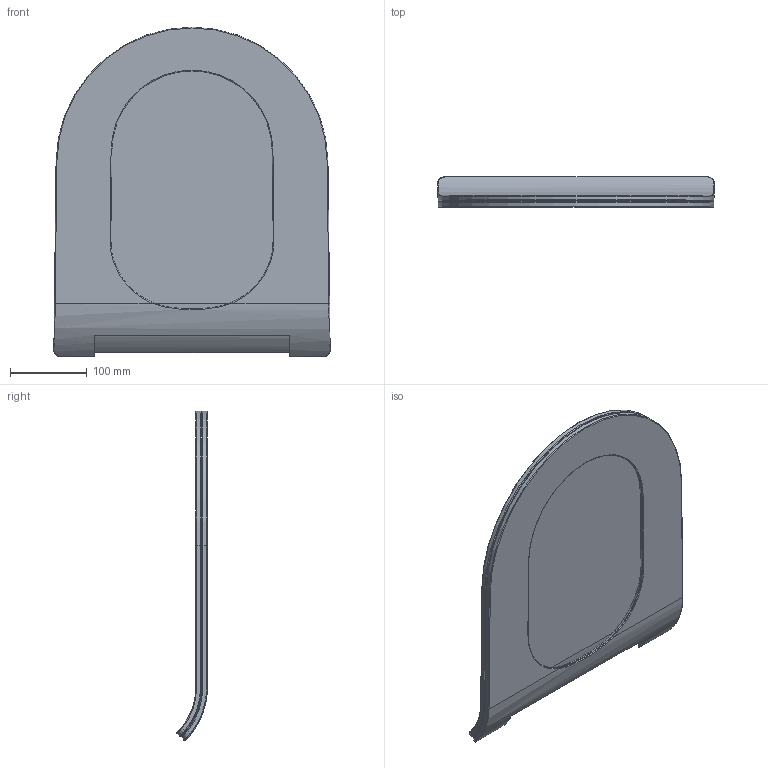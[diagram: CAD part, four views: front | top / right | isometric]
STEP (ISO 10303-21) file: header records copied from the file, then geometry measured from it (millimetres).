
FILE_DESCRIPTION (( 'STEP AP214' ), '1' );
FILE_NAME ('AIR78_STEP_V10722.STEP', '2022-08-01T14:49:11', ( '' ), ( '' ), 'SwSTEP 2.0', 'SolidWorks 2019', '' );
FILE_SCHEMA (( 'AUTOMOTIVE_DESIGN' ));
Length unit declared in the file: millimetre
Products named in the file (1): AIR78_STEP_V10722
Bounding box: 359.79 x 39.93 x 429.25 mm (x, y, z)
Volume: 1495298.9 mm3; surface area: 451077 mm2
Topology: 2 solids, 2 shells, 87 faces, 207 edges, 122 vertices
Faces by surface type: cylinder 36, bspline 22, plane 16, torus 13
Entity records: 3803 total; most frequent: CARTESIAN_POINT 1903, ORIENTED_EDGE 414, DIRECTION 372, EDGE_CURVE 207, AXIS2_PLACEMENT_3D 151, VERTEX_POINT 122, ADVANCED_FACE 87, EDGE_LOOP 87
